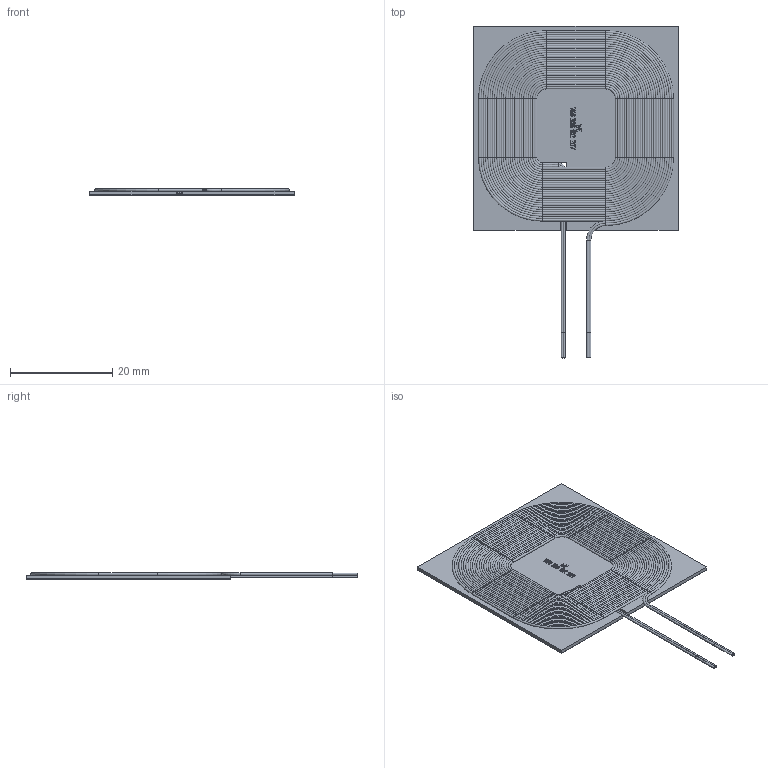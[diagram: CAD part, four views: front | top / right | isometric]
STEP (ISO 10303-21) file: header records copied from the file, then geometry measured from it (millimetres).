
FILE_DESCRIPTION(/* description */ ('Unknown'),/* implementation_level */ '2;1');
FILE_NAME(/* name */ 'L_Wurth_WE-WPCC-RX_760308102207',/* time_stamp */ '2025-04-22T16:26:57+08:00',/* author */ ('Unknown'),/* organization */ ('Unknown'),/* preprocessor_version */ 'ST-DEVELOPER v19.4',/* originating_system */ 'Solid Edge',/* authorisation */ 'Unknown');
FILE_SCHEMA (('AUTOMOTIVE_DESIGN {1 0 10303 214 3 1 1}'));
Length unit declared in the file: millimetre
Products named in the file (2): L_Wurth_WE-WPCC-RX_760308102207
Assembly tree (1 placements, depth 2):
  L_Wurth_WE-WPCC-RX_760308102207
    L_Wurth_WE-WPCC-RX_760308102207
Bounding box: 40 x 65 x 1.18 mm (x, y, z)
Volume: 1551.4 mm3; surface area: 12733.4 mm2
Topology: 4 solids, 4 shells, 372 faces, 812 edges, 471 vertices
Faces by surface type: plane 126, cylinder 110, torus 108, bspline 28
Entity records: 13244 total; most frequent: CARTESIAN_POINT 2915, DIRECTION 1638, ORIENTED_EDGE 1604, EDGE_CURVE 802, AXIS2_PLACEMENT_3D 680, VERTEX_POINT 471, EDGE_LOOP 405, FACE_BOUND 405
